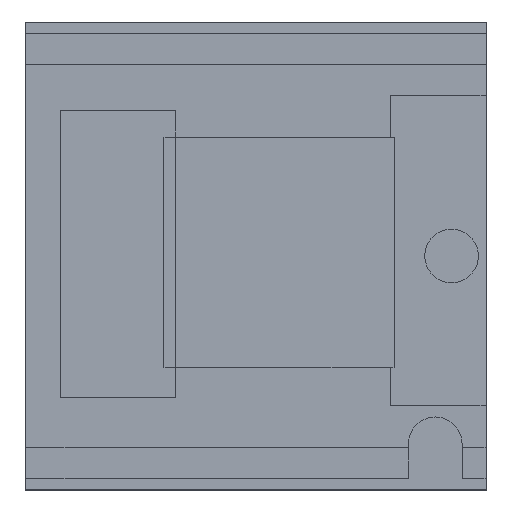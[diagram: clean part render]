
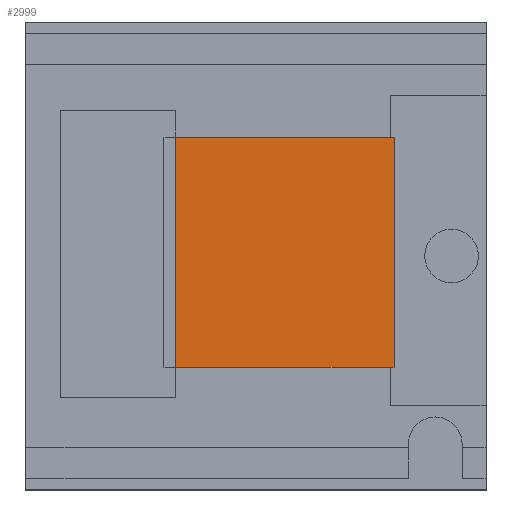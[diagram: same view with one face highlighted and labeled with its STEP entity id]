
A CAD part, top view. The second image highlights one B-rep face of the part: STEP entity #2999.
In plain terms, the highlighted planar face has unit normal (0, 0, 1).
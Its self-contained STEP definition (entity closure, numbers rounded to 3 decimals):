
#1174 = PLANE('',#1175);
#1175 = AXIS2_PLACEMENT_3D('',#1176,#1177,#1178);
#1176 = CARTESIAN_POINT('',(3.1,-2.9,-0.8));
#1177 = DIRECTION('',(0.,1.,0.));
#1178 = DIRECTION('',(-1.,0.,0.));
#1342 = PLANE('',#1343);
#1343 = AXIS2_PLACEMENT_3D('',#1344,#1345,#1346);
#1344 = CARTESIAN_POINT('',(-2.9,3.1,-0.8));
#1345 = DIRECTION('',(0.,-1.,0.));
#1346 = DIRECTION('',(1.,0.,0.));
#1697 = PLANE('',#1698);
#1698 = AXIS2_PLACEMENT_3D('',#1699,#1700,#1701);
#1699 = CARTESIAN_POINT('',(3.1,3.1,-0.8));
#1700 = DIRECTION('',(-1.,0.,0.));
#1701 = DIRECTION('',(0.,-1.,0.));
#2154 = VERTEX_POINT('',#2155);
#2155 = CARTESIAN_POINT('',(-2.6,3.1,-1.4));
#2174 = EDGE_CURVE('',#2154,#2175,#2177,.T.);
#2175 = VERTEX_POINT('',#2176);
#2176 = CARTESIAN_POINT('',(3.1,3.1,-1.4));
#2177 = SURFACE_CURVE('',#2178,(#2182,#2189),.PCURVE_S1.);
#2178 = LINE('',#2179,#2180);
#2179 = CARTESIAN_POINT('',(-2.9,3.1,-1.4));
#2180 = VECTOR('',#2181,1.);
#2181 = DIRECTION('',(1.,0.,0.));
#2182 = PCURVE('',#1342,#2183);
#2183 = DEFINITIONAL_REPRESENTATION('',(#2184),#2188);
#2184 = LINE('',#2185,#2186);
#2185 = CARTESIAN_POINT('',(0.,-0.6));
#2186 = VECTOR('',#2187,1.);
#2187 = DIRECTION('',(1.,0.));
#2188 = ( GEOMETRIC_REPRESENTATION_CONTEXT(2) 
PARAMETRIC_REPRESENTATION_CONTEXT() REPRESENTATION_CONTEXT('2D SPACE',''
  ) );
#2189 = PCURVE('',#2190,#2195);
#2190 = PLANE('',#2191);
#2191 = AXIS2_PLACEMENT_3D('',#2192,#2193,#2194);
#2192 = CARTESIAN_POINT('',(-2.9,3.1,-1.4));
#2193 = DIRECTION('',(0.,0.,1.));
#2194 = DIRECTION('',(1.,0.,0.));
#2195 = DEFINITIONAL_REPRESENTATION('',(#2196),#2200);
#2196 = LINE('',#2197,#2198);
#2197 = CARTESIAN_POINT('',(0.,0.));
#2198 = VECTOR('',#2199,1.);
#2199 = DIRECTION('',(1.,0.));
#2200 = ( GEOMETRIC_REPRESENTATION_CONTEXT(2) 
PARAMETRIC_REPRESENTATION_CONTEXT() REPRESENTATION_CONTEXT('2D SPACE',''
  ) );
#2431 = VERTEX_POINT('',#2432);
#2432 = CARTESIAN_POINT('',(-2.6,-2.9,-1.4));
#2498 = VERTEX_POINT('',#2499);
#2499 = CARTESIAN_POINT('',(3.1,-2.9,-1.4));
#2520 = EDGE_CURVE('',#2498,#2431,#2521,.T.);
#2521 = SURFACE_CURVE('',#2522,(#2526,#2533),.PCURVE_S1.);
#2522 = LINE('',#2523,#2524);
#2523 = CARTESIAN_POINT('',(3.1,-2.9,-1.4));
#2524 = VECTOR('',#2525,1.);
#2525 = DIRECTION('',(-1.,0.,0.));
#2526 = PCURVE('',#1174,#2527);
#2527 = DEFINITIONAL_REPRESENTATION('',(#2528),#2532);
#2528 = LINE('',#2529,#2530);
#2529 = CARTESIAN_POINT('',(0.,-0.6));
#2530 = VECTOR('',#2531,1.);
#2531 = DIRECTION('',(1.,0.));
#2532 = ( GEOMETRIC_REPRESENTATION_CONTEXT(2) 
PARAMETRIC_REPRESENTATION_CONTEXT() REPRESENTATION_CONTEXT('2D SPACE',''
  ) );
#2533 = PCURVE('',#2190,#2534);
#2534 = DEFINITIONAL_REPRESENTATION('',(#2535),#2539);
#2535 = LINE('',#2536,#2537);
#2536 = CARTESIAN_POINT('',(6.,-6.));
#2537 = VECTOR('',#2538,1.);
#2538 = DIRECTION('',(-1.,0.));
#2539 = ( GEOMETRIC_REPRESENTATION_CONTEXT(2) 
PARAMETRIC_REPRESENTATION_CONTEXT() REPRESENTATION_CONTEXT('2D SPACE',''
  ) );
#2864 = EDGE_CURVE('',#2175,#2498,#2865,.T.);
#2865 = SURFACE_CURVE('',#2866,(#2870,#2877),.PCURVE_S1.);
#2866 = LINE('',#2867,#2868);
#2867 = CARTESIAN_POINT('',(3.1,3.1,-1.4));
#2868 = VECTOR('',#2869,1.);
#2869 = DIRECTION('',(0.,-1.,0.));
#2870 = PCURVE('',#1697,#2871);
#2871 = DEFINITIONAL_REPRESENTATION('',(#2872),#2876);
#2872 = LINE('',#2873,#2874);
#2873 = CARTESIAN_POINT('',(0.,-0.6));
#2874 = VECTOR('',#2875,1.);
#2875 = DIRECTION('',(1.,0.));
#2876 = ( GEOMETRIC_REPRESENTATION_CONTEXT(2) 
PARAMETRIC_REPRESENTATION_CONTEXT() REPRESENTATION_CONTEXT('2D SPACE',''
  ) );
#2877 = PCURVE('',#2190,#2878);
#2878 = DEFINITIONAL_REPRESENTATION('',(#2879),#2883);
#2879 = LINE('',#2880,#2881);
#2880 = CARTESIAN_POINT('',(6.,0.));
#2881 = VECTOR('',#2882,1.);
#2882 = DIRECTION('',(0.,-1.));
#2883 = ( GEOMETRIC_REPRESENTATION_CONTEXT(2) 
PARAMETRIC_REPRESENTATION_CONTEXT() REPRESENTATION_CONTEXT('2D SPACE',''
  ) );
#2999 = ADVANCED_FACE('',(#3000),#2190,.T.);
#3000 = FACE_BOUND('',#3001,.T.);
#3001 = EDGE_LOOP('',(#3002,#3003,#3029,#3030));
#3002 = ORIENTED_EDGE('',*,*,#2174,.F.);
#3003 = ORIENTED_EDGE('',*,*,#3004,.T.);
#3004 = EDGE_CURVE('',#2154,#2431,#3005,.T.);
#3005 = SURFACE_CURVE('',#3006,(#3010,#3017),.PCURVE_S1.);
#3006 = LINE('',#3007,#3008);
#3007 = CARTESIAN_POINT('',(-2.6,3.8,-1.4));
#3008 = VECTOR('',#3009,1.);
#3009 = DIRECTION('',(0.,-1.,0.));
#3010 = PCURVE('',#2190,#3011);
#3011 = DEFINITIONAL_REPRESENTATION('',(#3012),#3016);
#3012 = LINE('',#3013,#3014);
#3013 = CARTESIAN_POINT('',(0.3,0.7));
#3014 = VECTOR('',#3015,1.);
#3015 = DIRECTION('',(0.,-1.));
#3016 = ( GEOMETRIC_REPRESENTATION_CONTEXT(2) 
PARAMETRIC_REPRESENTATION_CONTEXT() REPRESENTATION_CONTEXT('2D SPACE',''
  ) );
#3017 = PCURVE('',#3018,#3023);
#3018 = PLANE('',#3019);
#3019 = AXIS2_PLACEMENT_3D('',#3020,#3021,#3022);
#3020 = CARTESIAN_POINT('',(-5.6,3.8,-1.4));
#3021 = DIRECTION('',(0.,0.,1.));
#3022 = DIRECTION('',(1.,0.,0.));
#3023 = DEFINITIONAL_REPRESENTATION('',(#3024),#3028);
#3024 = LINE('',#3025,#3026);
#3025 = CARTESIAN_POINT('',(3.,0.));
#3026 = VECTOR('',#3027,1.);
#3027 = DIRECTION('',(0.,-1.));
#3028 = ( GEOMETRIC_REPRESENTATION_CONTEXT(2) 
PARAMETRIC_REPRESENTATION_CONTEXT() REPRESENTATION_CONTEXT('2D SPACE',''
  ) );
#3029 = ORIENTED_EDGE('',*,*,#2520,.F.);
#3030 = ORIENTED_EDGE('',*,*,#2864,.F.);
